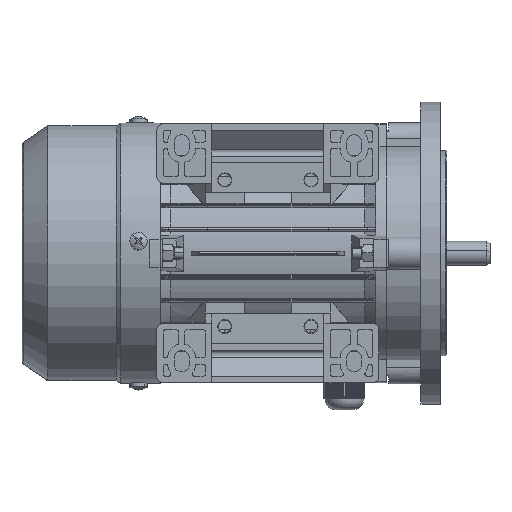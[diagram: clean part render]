
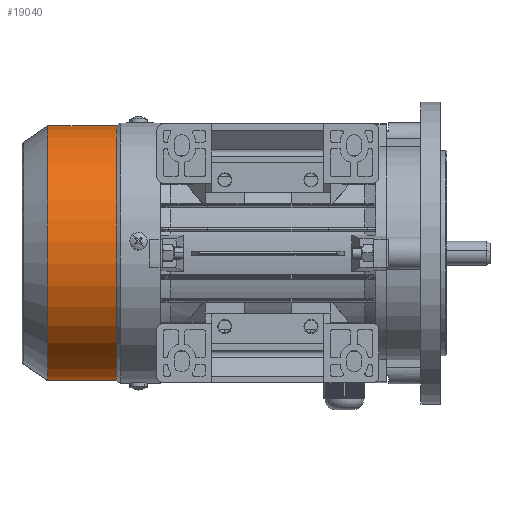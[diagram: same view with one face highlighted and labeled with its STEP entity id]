
A CAD part, front view. The second image highlights one B-rep face of the part: STEP entity #19040.
In plain terms, the highlighted cylindrical face has radius 59.3 mm (diameter 118.6 mm), a partial arc.
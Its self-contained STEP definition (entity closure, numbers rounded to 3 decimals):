
#19038 = EDGE_CURVE ( 'NONE', #44021, #44020, #51697, .T. ) ;
#19040 = ADVANCED_FACE ( 'NONE', ( #51693 ), #51692, .T. ) ;
#19041 = EDGE_LOOP ( 'NONE', ( #19042, #19043, #19045, #19047 ) ) ;
#19042 = ORIENTED_EDGE ( 'NONE', *, *, #44023, .F. ) ;
#19043 = ORIENTED_EDGE ( 'NONE', *, *, #19038, .T. ) ;
#19045 = ORIENTED_EDGE ( 'NONE', *, *, #44026, .T. ) ;
#19047 = ORIENTED_EDGE ( 'NONE', *, *, #19050, .F. ) ;
#19050 = EDGE_CURVE ( 'NONE', #43950, #43949, #51732, .T. ) ;
#43949 = VERTEX_POINT ( 'NONE', #72678 ) ;
#43950 = VERTEX_POINT ( 'NONE', #72677 ) ;
#44020 = VERTEX_POINT ( 'NONE', #72888 ) ;
#44021 = VERTEX_POINT ( 'NONE', #72887 ) ;
#44023 = EDGE_CURVE ( 'NONE', #44021, #43950, #72886, .T. ) ;
#44026 = EDGE_CURVE ( 'NONE', #44020, #43949, #72882, .T. ) ;
#51690 = CARTESIAN_POINT ( 'NONE',  ( 0., 0., 0. ) ) ;
#51691 = AXIS2_PLACEMENT_3D ( 'NONE', #51690, #51734, #51733 ) ;
#51692 = CYLINDRICAL_SURFACE ( 'NONE', #51691, 59.3 ) ;
#51693 = FACE_OUTER_BOUND ( 'NONE', #19041, .T. ) ;
#51694 = DIRECTION ( 'NONE',  ( 0., 0., 1. ) ) ;
#51695 = DIRECTION ( 'NONE',  ( -1., 0., 0. ) ) ;
#51696 = AXIS2_PLACEMENT_3D ( 'NONE', #51705, #51695, #51694 ) ;
#51697 = CIRCLE ( 'NONE', #51696, 59.3 ) ;
#51705 = CARTESIAN_POINT ( 'NONE',  ( 52., 0., 0. ) ) ;
#51728 = DIRECTION ( 'NONE',  ( 0., 0., 1. ) ) ;
#51729 = DIRECTION ( 'NONE',  ( -1., 0., 0. ) ) ;
#51730 = CARTESIAN_POINT ( 'NONE',  ( 20.3, 0., 0. ) ) ;
#51731 = AXIS2_PLACEMENT_3D ( 'NONE', #51730, #51729, #51728 ) ;
#51732 = CIRCLE ( 'NONE', #51731, 59.3 ) ;
#51733 = DIRECTION ( 'NONE',  ( 0., 0., 1. ) ) ;
#51734 = DIRECTION ( 'NONE',  ( -1., 0., 0. ) ) ;
#72677 = CARTESIAN_POINT ( 'NONE',  ( 20.3, 0., -59.3 ) ) ;
#72678 = CARTESIAN_POINT ( 'NONE',  ( 20.3, 0., 59.3 ) ) ;
#72879 = DIRECTION ( 'NONE',  ( -1., 0., 0. ) ) ;
#72880 = VECTOR ( 'NONE', #72879, 1000. ) ;
#72881 = CARTESIAN_POINT ( 'NONE',  ( 0., 0., 59.3 ) ) ;
#72882 = LINE ( 'NONE', #72881, #72880 ) ;
#72883 = DIRECTION ( 'NONE',  ( -1., 0., 0. ) ) ;
#72884 = VECTOR ( 'NONE', #72883, 1000. ) ;
#72885 = CARTESIAN_POINT ( 'NONE',  ( 0., 0., -59.3 ) ) ;
#72886 = LINE ( 'NONE', #72885, #72884 ) ;
#72887 = CARTESIAN_POINT ( 'NONE',  ( 52., 0., -59.3 ) ) ;
#72888 = CARTESIAN_POINT ( 'NONE',  ( 52., 0., 59.3 ) ) ;
